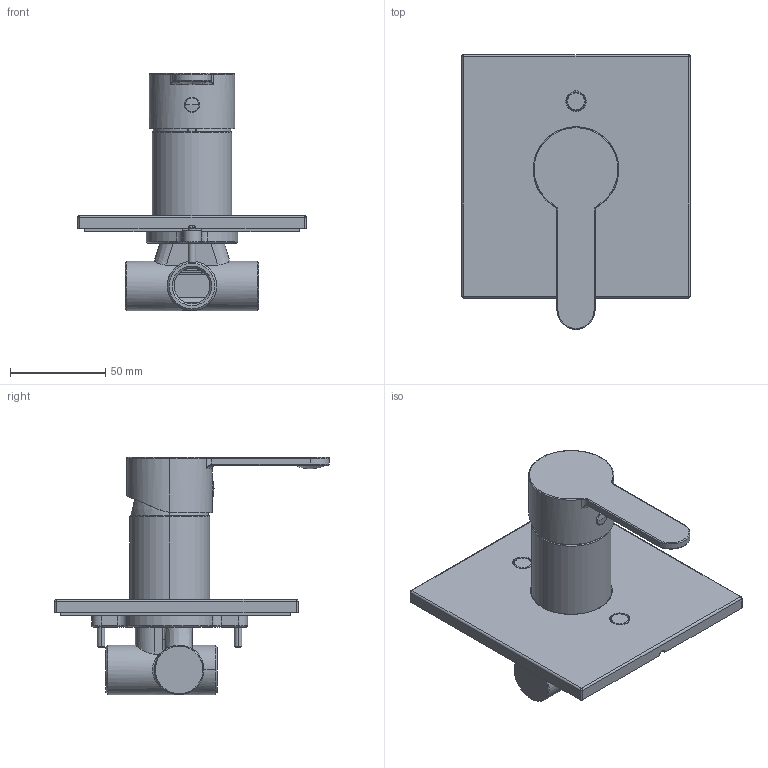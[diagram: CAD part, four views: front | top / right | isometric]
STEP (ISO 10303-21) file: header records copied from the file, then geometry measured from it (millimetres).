
FILE_DESCRIPTION((''),'2;1');
FILE_NAME('WF-6536_ASM','2018-08-23T',('10114256'),(''),'CREO PARAMETRIC BY PTC INC, 2014440','CREO PARAMETRIC BY PTC INC, 2014440','');
FILE_SCHEMA(('CONFIG_CONTROL_DESIGN'));
Length unit declared in the file: millimetre
Products named in the file (19): 1580038899; 1582222550; 158B950189_BODY; 158B950189_PIVOT; 158B950189_WASHER; 158B950189_ASM; 1580660099; 1580743950; 1581650350; 158A917376; 1580960444; 607645; 613841; 612172; 158K650692_ASM; 1581839699; 607696; 158K611070-2; WF-6536_ASM
Assembly tree (21 placements, depth 3):
  WF-6536_ASM
    1580038899
    1582222550
    158B950189_ASM
      158B950189_BODY
      158B950189_PIVOT
      158B950189_WASHER  x2
    1580660099
    1580743950
    1581650350
    158A917376
    1580960444
    158K650692_ASM
      607645
      613841
      612172
    1581839699  x2
    607696  x2
    158K611070-2
Bounding box: 120 x 144.5 x 124.7 mm (x, y, z)
Volume: 207076.6 mm3; surface area: 129557 mm2
Topology: 20 solids, 20 shells, 1283 faces, 3294 edges, 2086 vertices
Faces by surface type: plane 764, cylinder 242, torus 113, cone 86, bspline 58, sphere 20
Entity records: 40685 total; most frequent: CARTESIAN_POINT 10885, ORIENTED_EDGE 6214, DIRECTION 6011, EDGE_CURVE 3107, VECTOR 2131, LINE 2131, VERTEX_POINT 1980, AXIS2_PLACEMENT_3D 1940
